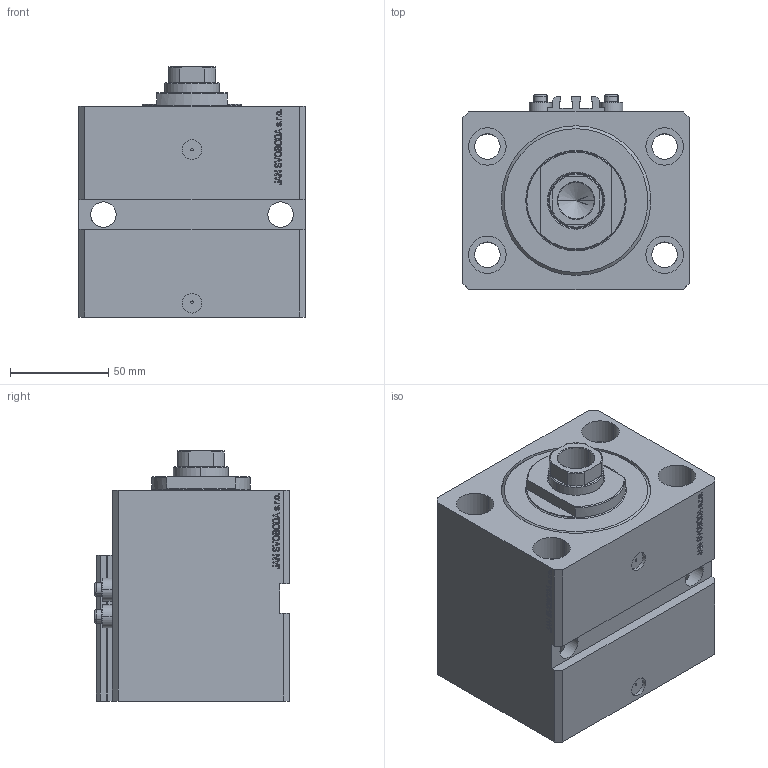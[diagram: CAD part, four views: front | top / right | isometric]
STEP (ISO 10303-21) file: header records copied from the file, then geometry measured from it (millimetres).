
FILE_DESCRIPTION (( 'STEP AP203' ), '1' );
FILE_NAME ('e20c.STEP', '2024-05-14T11:06:50', ( '' ), ( '' ), 'SwSTEP 2.0', 'SolidWorks 2019', '' );
FILE_SCHEMA (( 'CONFIG_CONTROL_DESIGN' ));
Length unit declared in the file: millimetre
Products named in the file (5): ALLEN BOLT V250CE 7ea4dfb7c343bff402985eb6350faedb; e20c; V250CE_E_Body 7ea4dfb7c343bff402985eb6350faedb; V250CE_C_VCP 7ea4dfb7c343bff402985eb6350faedb; V250CE_VC_E 7ea4dfb7c343bff402985eb6350faedb
Assembly tree (7 placements, depth 2):
  e20c
    V250CE_E_Body 7ea4dfb7c343bff402985eb6350faedb
    ALLEN BOLT V250CE 7ea4dfb7c343bff402985eb6350faedb  x4
    V250CE_C_VCP 7ea4dfb7c343bff402985eb6350faedb
    V250CE_VC_E 7ea4dfb7c343bff402985eb6350faedb
Bounding box: 115 x 99 x 127 mm (x, y, z)
Volume: 969420 mm3; surface area: 155855.1 mm2
Topology: 8 solids, 8 shells, 1107 faces, 2778 edges, 1807 vertices
Faces by surface type: plane 543, bspline 368, cylinder 126, cone 56, torus 14
Entity records: 48700 total; most frequent: CARTESIAN_POINT 25589, ORIENTED_EDGE 5246, DIRECTION 3409, EDGE_CURVE 2623, VERTEX_POINT 1723, VECTOR 1611, LINE 1611, EDGE_LOOP 1170
